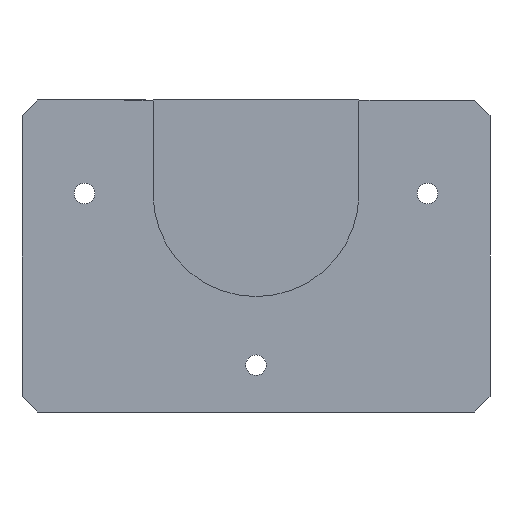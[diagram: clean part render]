
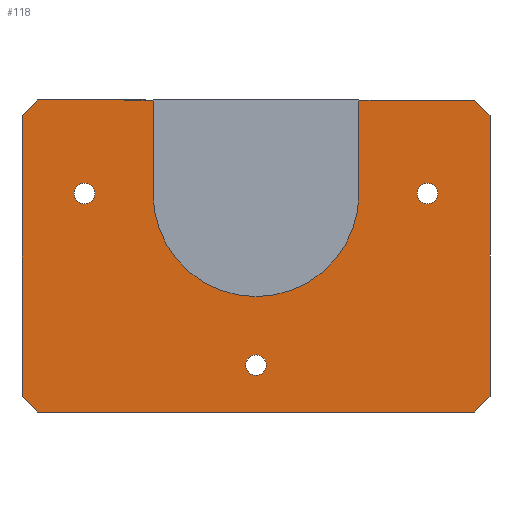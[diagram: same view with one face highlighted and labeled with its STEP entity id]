
A CAD part, front view. The second image highlights one B-rep face of the part: STEP entity #118.
In plain terms, the highlighted planar face has unit normal (0, -1, 0).
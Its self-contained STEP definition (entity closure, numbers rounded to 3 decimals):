
#27 = EDGE_CURVE ( 'Defeatured_0_18+Defeatured_0_23+Defeatured_0_13+Defeatured_0_16', #1407, #1373, #654, .T. ) ;
#31 = LINE ( 'NONE', #236, #823 ) ;
#51 = VECTOR ( 'NONE', #1982, 1000. ) ;
#54 = AXIS2_PLACEMENT_3D ( 'NONE', #1187, #649, #1915 ) ;
#73 = LINE ( 'NONE', #1268, #51 ) ;
#107 = CARTESIAN_POINT ( 'NONE',  ( -33., 0., 50. ) ) ;
#109 = VERTEX_POINT ( 'NONE', #217 ) ;
#118 = ADVANCED_FACE ( 'Defeatured_0_18', ( #1100, #771, #1987, #1855 ), #1644, .F. ) ;
#133 = ORIENTED_EDGE ( 'NONE', *, *, #1163, .T. ) ;
#154 = CARTESIAN_POINT ( 'NONE',  ( 75., 0., 45. ) ) ;
#182 = CARTESIAN_POINT ( 'NONE',  ( 75., 0., 50. ) ) ;
#195 = DIRECTION ( 'NONE',  ( 0., 0., -1. ) ) ;
#196 = CIRCLE ( 'NONE', #1375, 3.3 ) ;
#201 = LINE ( 'NONE', #209, #1643 ) ;
#202 = EDGE_CURVE ( 'Defeatured_0_18+Defeatured_0_22+Defeatured_0_14+Defeatured_0_13', #109, #564, #1153, .T. ) ;
#209 = CARTESIAN_POINT ( 'NONE',  ( 75., 0., 50. ) ) ;
#215 = DIRECTION ( 'NONE',  ( 0., 0., -1. ) ) ;
#217 = CARTESIAN_POINT ( 'NONE',  ( -70., 0., 50. ) ) ;
#230 = VERTEX_POINT ( 'NONE', #1093 ) ;
#232 = ORIENTED_EDGE ( 'NONE', *, *, #1897, .F. ) ;
#236 = CARTESIAN_POINT ( 'NONE',  ( 75., 0., -50. ) ) ;
#262 = CIRCLE ( 'NONE', #449, 33. ) ;
#280 = ORIENTED_EDGE ( 'NONE', *, *, #1512, .F. ) ;
#298 = EDGE_CURVE ( 'Defeatured_0_18+Defeatured_0_24+Defeatured_0_16+Defeatured_0_15', #1837, #2197, #73, .T. ) ;
#310 = CARTESIAN_POINT ( 'NONE',  ( -33., 0., 50. ) ) ;
#319 = DIRECTION ( 'NONE',  ( 0.707, 0., -0.707 ) ) ;
#333 = CARTESIAN_POINT ( 'NONE',  ( 0., 0., -31.7 ) ) ;
#375 = VECTOR ( 'NONE', #215, 1000. ) ;
#387 = EDGE_CURVE ( 'Defeatured_0_14+Defeatured_0_18+Defeatured_0_22+Defeatured_0_34', #109, #500, #2115, .T. ) ;
#428 = DIRECTION ( 'NONE',  ( 0., 0., 1. ) ) ;
#433 = VERTEX_POINT ( 'NONE', #1967 ) ;
#443 = VERTEX_POINT ( 'NONE', #1501 ) ;
#449 = AXIS2_PLACEMENT_3D ( 'NONE', #1414, #1221, #2150 ) ;
#481 = LINE ( 'NONE', #622, #1873 ) ;
#498 = EDGE_CURVE ( 'NONE', #1934, #1934, #1079, .T. ) ;
#500 = VERTEX_POINT ( 'NONE', #107 ) ;
#510 = DIRECTION ( 'NONE',  ( 1., 0., 0. ) ) ;
#536 = LINE ( 'NONE', #753, #671 ) ;
#554 = VECTOR ( 'NONE', #1609, 1000. ) ;
#557 = ORIENTED_EDGE ( 'NONE', *, *, #1749, .T. ) ;
#559 = CARTESIAN_POINT ( 'NONE',  ( 0., 0., 0. ) ) ;
#564 = VERTEX_POINT ( 'NONE', #1487 ) ;
#621 = DIRECTION ( 'NONE',  ( 0., 1., 0. ) ) ;
#622 = CARTESIAN_POINT ( 'NONE',  ( -75., 0., 50. ) ) ;
#626 = ORIENTED_EDGE ( 'NONE', *, *, #813, .T. ) ;
#639 = CARTESIAN_POINT ( 'NONE',  ( 0., 0., -35. ) ) ;
#649 = DIRECTION ( 'NONE',  ( 0., 1., 0. ) ) ;
#654 = LINE ( 'NONE', #1923, #1714 ) ;
#665 = CARTESIAN_POINT ( 'NONE',  ( 70., 0., -50. ) ) ;
#671 = VECTOR ( 'NONE', #1125, 1000. ) ;
#698 = ORIENTED_EDGE ( 'NONE', *, *, #1723, .T. ) ;
#753 = CARTESIAN_POINT ( 'NONE',  ( 75., 0., 45. ) ) ;
#771 = FACE_BOUND ( 'NONE', #1351, .T. ) ;
#813 = EDGE_CURVE ( 'Defeatured_0_18+Defeatured_0_32+Defeatured_0_31+Defeatured_0_33', #1589, #1467, #262, .T. ) ;
#816 = CIRCLE ( 'NONE', #54, 3.3 ) ;
#823 = VECTOR ( 'NONE', #947, 1000. ) ;
#825 = ORIENTED_EDGE ( 'NONE', *, *, #387, .F. ) ;
#840 = CARTESIAN_POINT ( 'NONE',  ( 75., 0., -45. ) ) ;
#843 = EDGE_LOOP ( 'NONE', ( #232, #133, #626, #557, #825, #994, #1132, #1729, #280, #1906, #962, #1293 ) ) ;
#844 = EDGE_CURVE ( 'Defeatured_0_15+Defeatured_0_18+Defeatured_0_25+Defeatured_0_24', #1870, #2197, #1797, .T. ) ;
#865 = VERTEX_POINT ( 'NONE', #1349 ) ;
#873 = CARTESIAN_POINT ( 'NONE',  ( -70., 0., 50. ) ) ;
#922 = ORIENTED_EDGE ( 'NONE', *, *, #498, .T. ) ;
#930 = VECTOR ( 'NONE', #510, 1000. ) ;
#947 = DIRECTION ( 'NONE',  ( -1., 0., 0. ) ) ;
#962 = ORIENTED_EDGE ( 'NONE', *, *, #844, .F. ) ;
#971 = VECTOR ( 'NONE', #2159, 1000. ) ;
#994 = ORIENTED_EDGE ( 'NONE', *, *, #202, .T. ) ;
#1017 = EDGE_CURVE ( 'Defeatured_0_13+Defeatured_0_18+Defeatured_0_23+Defeatured_0_22', #1407, #564, #481, .T. ) ;
#1024 = CARTESIAN_POINT ( 'NONE',  ( -75., 0., -45. ) ) ;
#1058 = EDGE_CURVE ( 'NONE', #865, #865, #816, .T. ) ;
#1076 = AXIS2_PLACEMENT_3D ( 'NONE', #559, #1286, #1459 ) ;
#1079 = CIRCLE ( 'NONE', #1265, 3.3 ) ;
#1093 = CARTESIAN_POINT ( 'NONE',  ( 55., 0., 23.3 ) ) ;
#1100 = FACE_BOUND ( 'NONE', #1327, .T. ) ;
#1125 = DIRECTION ( 'NONE',  ( -0.707, 0., 0.707 ) ) ;
#1132 = ORIENTED_EDGE ( 'NONE', *, *, #1017, .F. ) ;
#1153 = LINE ( 'NONE', #873, #554 ) ;
#1163 = EDGE_CURVE ( 'Defeatured_0_18+Defeatured_0_31+Defeatured_0_12+Defeatured_0_32', #443, #1589, #1861, .T. ) ;
#1187 = CARTESIAN_POINT ( 'NONE',  ( -55., 0., 20. ) ) ;
#1221 = DIRECTION ( 'NONE',  ( 0., 1., 0. ) ) ;
#1259 = EDGE_LOOP ( 'NONE', ( #1458 ) ) ;
#1265 = AXIS2_PLACEMENT_3D ( 'NONE', #639, #1856, #428 ) ;
#1268 = CARTESIAN_POINT ( 'NONE',  ( 70., 0., -50. ) ) ;
#1279 = CARTESIAN_POINT ( 'NONE',  ( 33., 0., 50. ) ) ;
#1286 = DIRECTION ( 'NONE',  ( 0., 1., 0. ) ) ;
#1293 = ORIENTED_EDGE ( 'NONE', *, *, #1928, .T. ) ;
#1327 = EDGE_LOOP ( 'NONE', ( #698 ) ) ;
#1349 = CARTESIAN_POINT ( 'NONE',  ( -55., 0., 23.3 ) ) ;
#1351 = EDGE_LOOP ( 'NONE', ( #922 ) ) ;
#1357 = LINE ( 'NONE', #310, #971 ) ;
#1373 = VERTEX_POINT ( 'NONE', #1771 ) ;
#1375 = AXIS2_PLACEMENT_3D ( 'NONE', #2226, #621, #2060 ) ;
#1407 = VERTEX_POINT ( 'NONE', #1024 ) ;
#1414 = CARTESIAN_POINT ( 'NONE',  ( 0., 0., 20. ) ) ;
#1455 = DIRECTION ( 'NONE',  ( 1., 0., 0. ) ) ;
#1458 = ORIENTED_EDGE ( 'NONE', *, *, #1058, .T. ) ;
#1459 = DIRECTION ( 'NONE',  ( 0., 0., 1. ) ) ;
#1467 = VERTEX_POINT ( 'NONE', #1984 ) ;
#1487 = CARTESIAN_POINT ( 'NONE',  ( -75., 0., 45. ) ) ;
#1501 = CARTESIAN_POINT ( 'NONE',  ( 33., 0., 50. ) ) ;
#1512 = EDGE_CURVE ( 'Defeatured_0_16+Defeatured_0_18+Defeatured_0_24+Defeatured_0_23', #1837, #1373, #31, .T. ) ;
#1544 = DIRECTION ( 'NONE',  ( 0., 0., 1. ) ) ;
#1589 = VERTEX_POINT ( 'NONE', #2042 ) ;
#1609 = DIRECTION ( 'NONE',  ( -0.707, 0., -0.707 ) ) ;
#1643 = VECTOR ( 'NONE', #1455, 1000. ) ;
#1644 = PLANE ( 'NONE',  #1076 ) ;
#1714 = VECTOR ( 'NONE', #319, 1000. ) ;
#1723 = EDGE_CURVE ( 'NONE', #230, #230, #196, .T. ) ;
#1729 = ORIENTED_EDGE ( 'NONE', *, *, #27, .T. ) ;
#1746 = CARTESIAN_POINT ( 'NONE',  ( 75., 0., 50. ) ) ;
#1749 = EDGE_CURVE ( 'Defeatured_0_18+Defeatured_0_33+Defeatured_0_32+Defeatured_0_14', #1467, #500, #1357, .T. ) ;
#1771 = CARTESIAN_POINT ( 'NONE',  ( -70., 0., -50. ) ) ;
#1797 = LINE ( 'NONE', #182, #1905 ) ;
#1837 = VERTEX_POINT ( 'NONE', #665 ) ;
#1855 = FACE_OUTER_BOUND ( 'NONE', #843, .T. ) ;
#1856 = DIRECTION ( 'NONE',  ( 0., 1., 0. ) ) ;
#1861 = LINE ( 'NONE', #1279, #375 ) ;
#1870 = VERTEX_POINT ( 'NONE', #154 ) ;
#1873 = VECTOR ( 'NONE', #1544, 1000. ) ;
#1897 = EDGE_CURVE ( 'Defeatured_0_12+Defeatured_0_18+Defeatured_0_30+Defeatured_0_25', #443, #433, #201, .T. ) ;
#1905 = VECTOR ( 'NONE', #195, 1000. ) ;
#1906 = ORIENTED_EDGE ( 'NONE', *, *, #298, .T. ) ;
#1915 = DIRECTION ( 'NONE',  ( 0., 0., 1. ) ) ;
#1923 = CARTESIAN_POINT ( 'NONE',  ( -75., 0., -45. ) ) ;
#1928 = EDGE_CURVE ( 'Defeatured_0_18+Defeatured_0_25+Defeatured_0_15+Defeatured_0_12', #1870, #433, #536, .T. ) ;
#1934 = VERTEX_POINT ( 'NONE', #333 ) ;
#1967 = CARTESIAN_POINT ( 'NONE',  ( 70., 0., 50. ) ) ;
#1982 = DIRECTION ( 'NONE',  ( 0.707, 0., 0.707 ) ) ;
#1984 = CARTESIAN_POINT ( 'NONE',  ( -33., 0., 20. ) ) ;
#1987 = FACE_BOUND ( 'NONE', #1259, .T. ) ;
#2042 = CARTESIAN_POINT ( 'NONE',  ( 33., 0., 20. ) ) ;
#2060 = DIRECTION ( 'NONE',  ( 0., 0., 1. ) ) ;
#2115 = LINE ( 'NONE', #1746, #930 ) ;
#2150 = DIRECTION ( 'NONE',  ( -1., 0., 0. ) ) ;
#2159 = DIRECTION ( 'NONE',  ( 0., 0., 1. ) ) ;
#2197 = VERTEX_POINT ( 'NONE', #840 ) ;
#2226 = CARTESIAN_POINT ( 'NONE',  ( 55., 0., 20. ) ) ;
